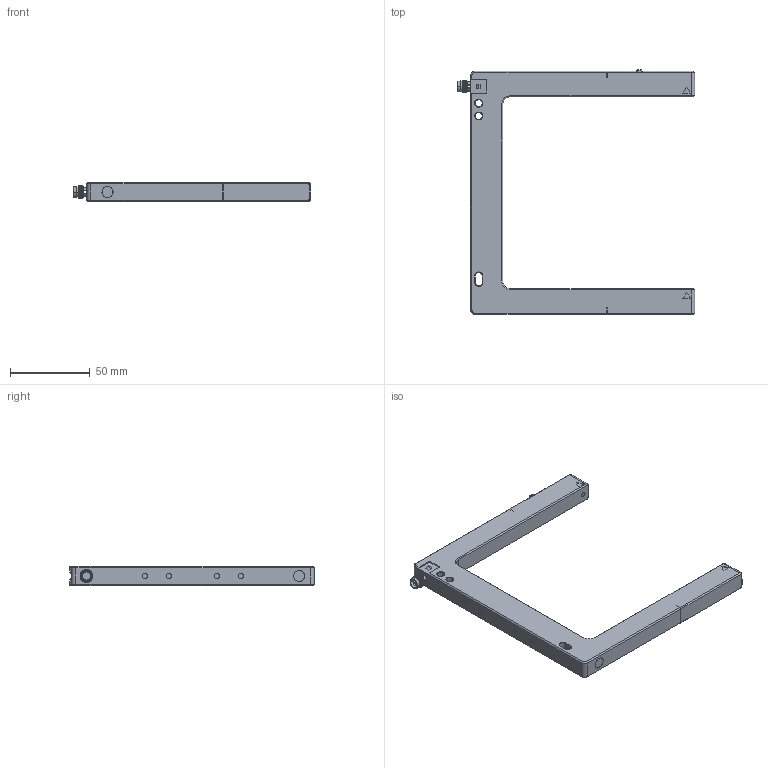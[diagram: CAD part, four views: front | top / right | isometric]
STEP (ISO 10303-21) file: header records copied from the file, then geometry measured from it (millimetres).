
FILE_DESCRIPTION((''),'2;1');
FILE_NAME('137657_SM01_ASM','2022-03-29T08:44:14',('PDMAdmin'),('BANNER ENGINEERING'),'CREO PARAMETRIC BY PTC INC, 2019292','CREO PARAMETRIC BY PTC INC, 2019292','');
FILE_SCHEMA(('CONFIG_CONTROL_DESIGN'));
Length unit declared in the file: millimetre
Products named in the file (2): 137657_EP01; 137657_SM01_ASM
Assembly tree (1 placements, depth 2):
  137657_SM01_ASM
    137657_EP01
Bounding box: 148.42 x 153 x 12 mm (x, y, z)
Volume: 81212 mm3; surface area: 24285.8 mm2
Topology: 1 solids, 1 shells, 309 faces, 747 edges, 472 vertices
Faces by surface type: plane 149, cylinder 112, cone 36, torus 6, bspline 6
Entity records: 13087 total; most frequent: CARTESIAN_POINT 5800, ORIENTED_EDGE 1494, DIRECTION 1471, EDGE_CURVE 747, AXIS2_PLACEMENT_3D 506, VERTEX_POINT 472, VECTOR 459, LINE 459
